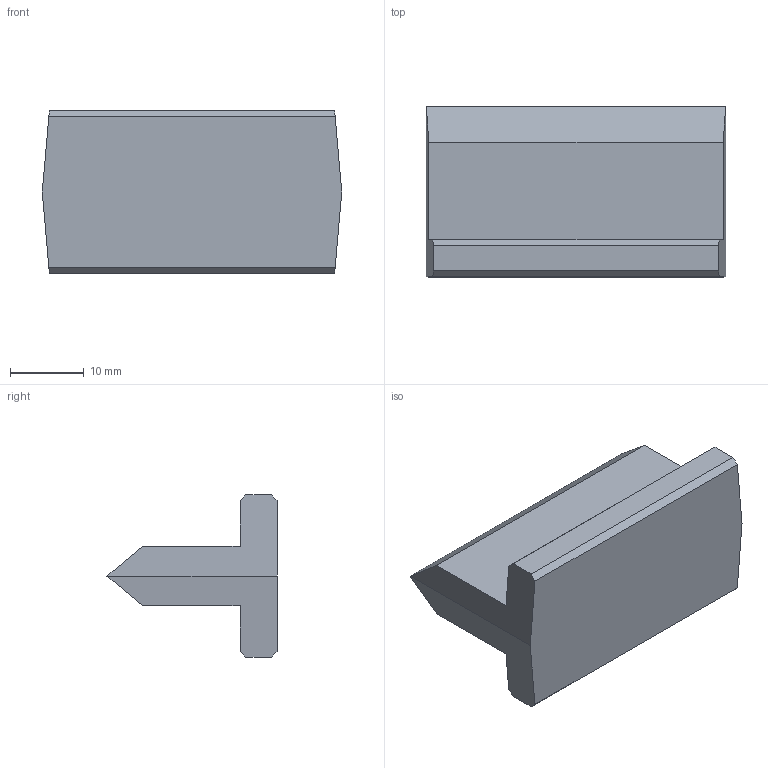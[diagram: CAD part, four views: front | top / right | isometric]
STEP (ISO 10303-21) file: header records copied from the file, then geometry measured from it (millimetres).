
FILE_DESCRIPTION (( 'STEP AP203' ), '1' );
FILE_NAME ('J2692.STEP', '2022-04-20T20:26:05', ( '' ), ( '' ), 'SwSTEP 2.0', 'SolidWorks 2020', '' );
FILE_SCHEMA (( 'CONFIG_CONTROL_DESIGN' ));
Length unit declared in the file: inch
Products named in the file (1): J2692
Bounding box: 40.5 x 23 x 22 mm (x, y, z)
Volume: 9318.7 mm3; surface area: 3754.7 mm2
Topology: 1 solids, 1 shells, 17 faces, 43 edges, 28 vertices
Faces by surface type: plane 17
Entity records: 580 total; most frequent: CARTESIAN_POINT 89, ORIENTED_EDGE 86, DIRECTION 79, LINE 43, EDGE_CURVE 43, VECTOR 43, VERTEX_POINT 28, AXIS2_PLACEMENT_3D 18
